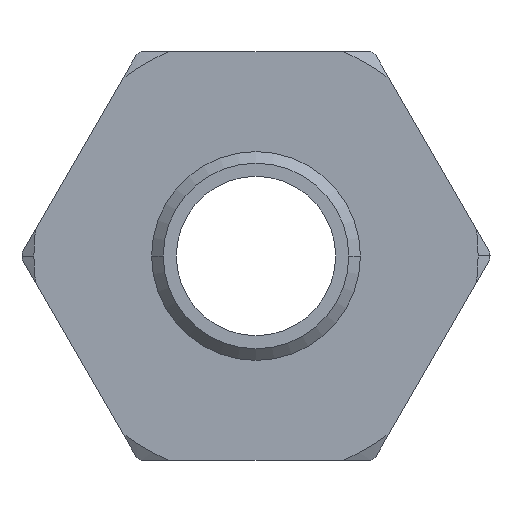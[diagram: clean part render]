
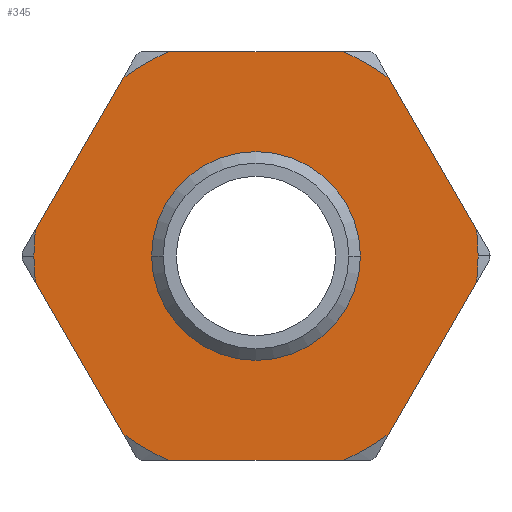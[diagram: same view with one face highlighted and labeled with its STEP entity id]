
A CAD part, left-side view. The second image highlights one B-rep face of the part: STEP entity #345.
In plain terms, the highlighted planar face has unit normal (-1, 0, 0).
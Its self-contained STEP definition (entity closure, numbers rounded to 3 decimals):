
#283 = VERTEX_POINT( '', #795 );
#289 = VERTEX_POINT( '', #801 );
#307 = VERTEX_POINT( '', #822 );
#329 = EDGE_CURVE( '', #585, #307, #847, .T. );
#345 = ADVANCED_FACE( '', ( #865, #866 ), #867, .T. );
#353 = VERTEX_POINT( '', #875 );
#355 = EDGE_CURVE( '', #283, #447, #877, .T. );
#367 = EDGE_CURVE( '', #353, #401, #890, .T. );
#393 = VERTEX_POINT( '', #920 );
#401 = VERTEX_POINT( '', #929 );
#429 = VERTEX_POINT( '', #961 );
#447 = VERTEX_POINT( '', #981 );
#477 = EDGE_CURVE( '', #521, #585, #1014, .T. );
#489 = EDGE_CURVE( '', #289, #643, #1027, .T. );
#497 = EDGE_CURVE( '', #307, #283, #1037, .T. );
#521 = VERTEX_POINT( '', #1062 );
#547 = VERTEX_POINT( '', #1089 );
#559 = EDGE_CURVE( '', #429, #563, #1102, .T. );
#563 = VERTEX_POINT( '', #1106 );
#567 = EDGE_CURVE( '', #401, #725, #1110, .T. );
#577 = EDGE_CURVE( '', #393, #761, #1123, .T. );
#585 = VERTEX_POINT( '', #1131 );
#617 = EDGE_CURVE( '', #715, #393, #1164, .T. );
#629 = EDGE_CURVE( '', #643, #715, #1176, .T. );
#643 = VERTEX_POINT( '', #1193 );
#645 = EDGE_CURVE( '', #547, #353, #1195, .T. );
#663 = EDGE_CURVE( '', #447, #547, #1215, .T. );
#689 = EDGE_CURVE( '', #563, #429, #1248, .T. );
#707 = EDGE_CURVE( '', #761, #521, #1269, .T. );
#715 = VERTEX_POINT( '', #1277 );
#725 = VERTEX_POINT( '', #1287 );
#759 = EDGE_CURVE( '', #725, #289, #1323, .T. );
#761 = VERTEX_POINT( '', #1325 );
#795 = CARTESIAN_POINT( '', ( 16.5, -13.365, 17.851 ) );
#801 = CARTESIAN_POINT( '', ( 16.5, 22.142, -2.649 ) );
#822 = CARTESIAN_POINT( '', ( 16.5, -22.142, 2.649 ) );
#847 = CIRCLE( '', #1436, 22.3 );
#865 = FACE_OUTER_BOUND( '', #1460, .T. );
#866 = FACE_BOUND( '', #1461, .T. );
#867 = PLANE( '', #1462 );
#875 = CARTESIAN_POINT( '', ( 16.5, 13.365, 17.851 ) );
#877 = CIRCLE( '', #1474, 22.3 );
#890 = LINE( '', #1494, #1495 );
#920 = CARTESIAN_POINT( '', ( 16.5, -8.777, -20.5 ) );
#929 = CARTESIAN_POINT( '', ( 16.5, 22.142, 2.649 ) );
#961 = CARTESIAN_POINT( '', ( 16.5, 10.48, 0. ) );
#981 = CARTESIAN_POINT( '', ( 16.5, -8.777, 20.5 ) );
#1014 = CIRCLE( '', #1690, 22.3 );
#1027 = LINE( '', #1707, #1708 );
#1037 = LINE( '', #1719, #1720 );
#1062 = CARTESIAN_POINT( '', ( 16.5, -22.142, -2.649 ) );
#1089 = CARTESIAN_POINT( '', ( 16.5, 8.777, 20.5 ) );
#1102 = CIRCLE( '', #1828, 10.48 );
#1106 = CARTESIAN_POINT( '', ( 16.5, -10.48, 0. ) );
#1110 = CIRCLE( '', #1839, 22.3 );
#1123 = CIRCLE( '', #1865, 22.3 );
#1131 = CARTESIAN_POINT( '', ( 16.5, -22.3, 0. ) );
#1164 = LINE( '', #1942, #1943 );
#1176 = CIRCLE( '', #1960, 22.3 );
#1193 = CARTESIAN_POINT( '', ( 16.5, 13.365, -17.851 ) );
#1195 = CIRCLE( '', #1994, 22.3 );
#1215 = LINE( '', #2029, #2030 );
#1248 = CIRCLE( '', #2096, 10.48 );
#1269 = LINE( '', #2132, #2133 );
#1277 = CARTESIAN_POINT( '', ( 16.5, 8.777, -20.5 ) );
#1287 = CARTESIAN_POINT( '', ( 16.5, 22.3, 0. ) );
#1323 = CIRCLE( '', #2254, 22.3 );
#1325 = CARTESIAN_POINT( '', ( 16.5, -13.365, -17.851 ) );
#1436 = AXIS2_PLACEMENT_3D( '', #2328, #2329, #2330 );
#1460 = EDGE_LOOP( '', ( #2356, #2357, #2358, #2359, #2360, #2361, #2362, #2363, #2364, #2365, #2366, #2367, #2368, #2369 ) );
#1461 = EDGE_LOOP( '', ( #2370, #2371 ) );
#1462 = AXIS2_PLACEMENT_3D( '', #2372, #2373, #2374 );
#1474 = AXIS2_PLACEMENT_3D( '', #2378, #2379, #2380 );
#1494 = CARTESIAN_POINT( '', ( 16.5, 22.761, 1.576 ) );
#1495 = VECTOR( '', #2401, 1. );
#1690 = AXIS2_PLACEMENT_3D( '', #2564, #2565, #2566 );
#1707 = CARTESIAN_POINT( '', ( 16.5, 16.843, -11.826 ) );
#1708 = VECTOR( '', #2584, 1. );
#1719 = CARTESIAN_POINT( '', ( 16.5, -12.746, 18.924 ) );
#1720 = VECTOR( '', #2601, 1. );
#1828 = AXIS2_PLACEMENT_3D( '', #2652, #2653, #2654 );
#1839 = AXIS2_PLACEMENT_3D( '', #2656, #2657, #2658 );
#1865 = AXIS2_PLACEMENT_3D( '', #2688, #2689, #2690 );
#1942 = CARTESIAN_POINT( '', ( 16.5, 2.277, -20.5 ) );
#1943 = VECTOR( '', #2714, 1. );
#1960 = AXIS2_PLACEMENT_3D( '', #2722, #2723, #2724 );
#1994 = AXIS2_PLACEMENT_3D( '', #2748, #2749, #2750 );
#2029 = CARTESIAN_POINT( '', ( 16.5, 14.113, 20.5 ) );
#2030 = VECTOR( '', #2774, 1. );
#2096 = AXIS2_PLACEMENT_3D( '', #2816, #2817, #2818 );
#2132 = CARTESIAN_POINT( '', ( 16.5, -18.664, -8.674 ) );
#2133 = VECTOR( '', #2854, 1. );
#2254 = AXIS2_PLACEMENT_3D( '', #2894, #2895, #2896 );
#2328 = CARTESIAN_POINT( '', ( 16.5, 0., 0. ) );
#2329 = DIRECTION( '', ( -1., 0., 0. ) );
#2330 = DIRECTION( '', ( 0., 1., 0. ) );
#2356 = ORIENTED_EDGE( '', *, *, #497, .T. );
#2357 = ORIENTED_EDGE( '', *, *, #355, .T. );
#2358 = ORIENTED_EDGE( '', *, *, #663, .T. );
#2359 = ORIENTED_EDGE( '', *, *, #645, .T. );
#2360 = ORIENTED_EDGE( '', *, *, #367, .T. );
#2361 = ORIENTED_EDGE( '', *, *, #567, .T. );
#2362 = ORIENTED_EDGE( '', *, *, #759, .T. );
#2363 = ORIENTED_EDGE( '', *, *, #489, .T. );
#2364 = ORIENTED_EDGE( '', *, *, #629, .T. );
#2365 = ORIENTED_EDGE( '', *, *, #617, .T. );
#2366 = ORIENTED_EDGE( '', *, *, #577, .T. );
#2367 = ORIENTED_EDGE( '', *, *, #707, .T. );
#2368 = ORIENTED_EDGE( '', *, *, #477, .T. );
#2369 = ORIENTED_EDGE( '', *, *, #329, .T. );
#2370 = ORIENTED_EDGE( '', *, *, #559, .F. );
#2371 = ORIENTED_EDGE( '', *, *, #689, .F. );
#2372 = CARTESIAN_POINT( '', ( 16.5, 16.39, 0. ) );
#2373 = DIRECTION( '', ( -1., 0., 0. ) );
#2374 = DIRECTION( '', ( 0., 1., 0. ) );
#2378 = CARTESIAN_POINT( '', ( 16.5, 0., 0. ) );
#2379 = DIRECTION( '', ( -1., 0., 0. ) );
#2380 = DIRECTION( '', ( 0., 1., 0. ) );
#2401 = DIRECTION( '', ( 0., 0.5, -0.866 ) );
#2564 = CARTESIAN_POINT( '', ( 16.5, 0., 0. ) );
#2565 = DIRECTION( '', ( -1., 0., 0. ) );
#2566 = DIRECTION( '', ( 0., 1., 0. ) );
#2584 = DIRECTION( '', ( 0., -0.5, -0.866 ) );
#2601 = DIRECTION( '', ( 0., 0.5, 0.866 ) );
#2652 = CARTESIAN_POINT( '', ( 16.5, 0., 0. ) );
#2653 = DIRECTION( '', ( -1., 0., 0. ) );
#2654 = DIRECTION( '', ( 0., 1., 0. ) );
#2656 = CARTESIAN_POINT( '', ( 16.5, 0., 0. ) );
#2657 = DIRECTION( '', ( -1., 0., 0. ) );
#2658 = DIRECTION( '', ( 0., 1., 0. ) );
#2688 = CARTESIAN_POINT( '', ( 16.5, 0., 0. ) );
#2689 = DIRECTION( '', ( -1., 0., 0. ) );
#2690 = DIRECTION( '', ( 0., 1., 0. ) );
#2714 = DIRECTION( '', ( 0., -1., 0. ) );
#2722 = CARTESIAN_POINT( '', ( 16.5, 0., 0. ) );
#2723 = DIRECTION( '', ( -1., 0., 0. ) );
#2724 = DIRECTION( '', ( 0., 1., 0. ) );
#2748 = CARTESIAN_POINT( '', ( 16.5, 0., 0. ) );
#2749 = DIRECTION( '', ( -1., 0., 0. ) );
#2750 = DIRECTION( '', ( 0., 1., 0. ) );
#2774 = DIRECTION( '', ( 0., 1., 0. ) );
#2816 = CARTESIAN_POINT( '', ( 16.5, 0., 0. ) );
#2817 = DIRECTION( '', ( -1., 0., 0. ) );
#2818 = DIRECTION( '', ( 0., 1., 0. ) );
#2854 = DIRECTION( '', ( 0., -0.5, 0.866 ) );
#2894 = CARTESIAN_POINT( '', ( 16.5, 0., 0. ) );
#2895 = DIRECTION( '', ( -1., 0., 0. ) );
#2896 = DIRECTION( '', ( 0., 1., 0. ) );
